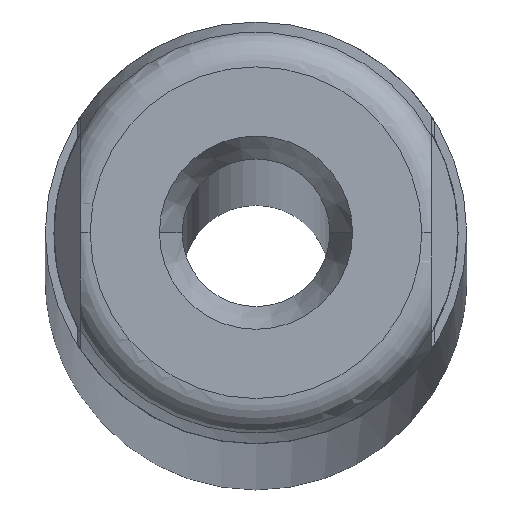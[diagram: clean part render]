
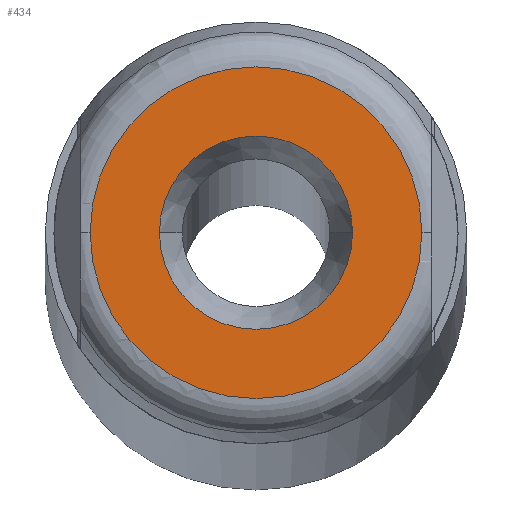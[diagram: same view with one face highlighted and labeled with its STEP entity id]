
A CAD part, top view. The second image highlights one B-rep face of the part: STEP entity #434.
In plain terms, the highlighted planar face has unit normal (0, 0, 1).
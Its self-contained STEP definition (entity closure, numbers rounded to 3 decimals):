
#23 = EDGE_CURVE ( 'NONE', #36, #33, #449, .T. ) ;
#33 = VERTEX_POINT ( 'NONE', #504 ) ;
#36 = VERTEX_POINT ( 'NONE', #511 ) ;
#339 = EDGE_CURVE ( 'NONE', #364, #365, #1063, .T. ) ;
#364 = VERTEX_POINT ( 'NONE', #1092 ) ;
#365 = VERTEX_POINT ( 'NONE', #1094 ) ;
#426 = ORIENTED_EDGE ( 'NONE', *, *, #339, .T. ) ;
#428 = EDGE_CURVE ( 'NONE', #365, #364, #1183, .T. ) ;
#429 = ORIENTED_EDGE ( 'NONE', *, *, #428, .T. ) ;
#430 = EDGE_CURVE ( 'NONE', #33, #36, #1181, .T. ) ;
#431 = EDGE_LOOP ( 'NONE', ( #426, #429 ) ) ;
#432 = ORIENTED_EDGE ( 'NONE', *, *, #23, .F. ) ;
#434 = ADVANCED_FACE ( 'NONE', ( #1173, #1182 ), #1168, .F. ) ;
#435 = EDGE_LOOP ( 'NONE', ( #436, #432 ) ) ;
#436 = ORIENTED_EDGE ( 'NONE', *, *, #430, .F. ) ;
#449 = CIRCLE ( 'NONE', #463, 2.75 ) ;
#463 = AXIS2_PLACEMENT_3D ( 'NONE', #477, #482, #474 ) ;
#474 = DIRECTION ( 'NONE',  ( 1., 0., 0. ) ) ;
#477 = CARTESIAN_POINT ( 'NONE',  ( 0., 0., 0. ) ) ;
#482 = DIRECTION ( 'NONE',  ( 0., 0., 1. ) ) ;
#504 = CARTESIAN_POINT ( 'NONE',  ( 2.75, 0., 0. ) ) ;
#511 = CARTESIAN_POINT ( 'NONE',  ( -2.75, 0., 0. ) ) ;
#1019 = CARTESIAN_POINT ( 'NONE',  ( 0., 0., 0. ) ) ;
#1060 = DIRECTION ( 'NONE',  ( 1., 0., 0. ) ) ;
#1061 = DIRECTION ( 'NONE',  ( 0., 0., 1. ) ) ;
#1062 = AXIS2_PLACEMENT_3D ( 'NONE', #1019, #1061, #1060 ) ;
#1063 = CIRCLE ( 'NONE', #1062, 4.72 ) ;
#1092 = CARTESIAN_POINT ( 'NONE',  ( 4.72, 0., 0. ) ) ;
#1093 = AXIS2_PLACEMENT_3D ( 'NONE', #1146, #1179, #1178 ) ;
#1094 = CARTESIAN_POINT ( 'NONE',  ( -4.72, 0., 0. ) ) ;
#1146 = CARTESIAN_POINT ( 'NONE',  ( 0., 0., 0. ) ) ;
#1165 = DIRECTION ( 'NONE',  ( -1., 0., 0. ) ) ;
#1166 = DIRECTION ( 'NONE',  ( 0., 0., -1. ) ) ;
#1167 = CARTESIAN_POINT ( 'NONE',  ( 0., 0., 0. ) ) ;
#1168 = PLANE ( 'NONE',  #1174 ) ;
#1173 = FACE_BOUND ( 'NONE', #435, .T. ) ;
#1174 = AXIS2_PLACEMENT_3D ( 'NONE', #1167, #1166, #1165 ) ;
#1175 = DIRECTION ( 'NONE',  ( 1., 0., 0. ) ) ;
#1176 = DIRECTION ( 'NONE',  ( 0., 0., 1. ) ) ;
#1177 = AXIS2_PLACEMENT_3D ( 'NONE', #1180, #1176, #1175 ) ;
#1178 = DIRECTION ( 'NONE',  ( 1., 0., 0. ) ) ;
#1179 = DIRECTION ( 'NONE',  ( 0., 0., 1. ) ) ;
#1180 = CARTESIAN_POINT ( 'NONE',  ( 0., 0., 0. ) ) ;
#1181 = CIRCLE ( 'NONE', #1177, 2.75 ) ;
#1182 = FACE_OUTER_BOUND ( 'NONE', #431, .T. ) ;
#1183 = CIRCLE ( 'NONE', #1093, 4.72 ) ;
